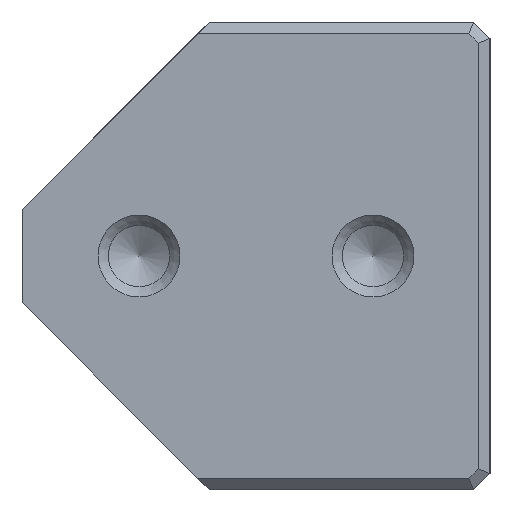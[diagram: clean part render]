
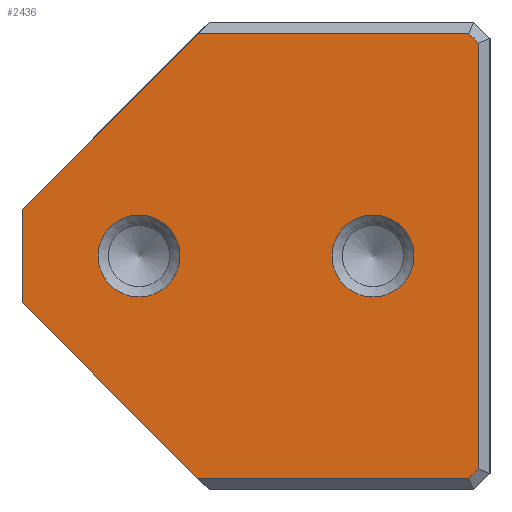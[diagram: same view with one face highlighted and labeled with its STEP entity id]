
A CAD part, left-side view. The second image highlights one B-rep face of the part: STEP entity #2436.
In plain terms, the highlighted planar face has unit normal (-1, 0, 0).
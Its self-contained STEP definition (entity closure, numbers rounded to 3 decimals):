
#2436=ADVANCED_FACE('',(#3258,#3259,#3260),#2782,.T.);
#2782=PLANE('',#8216);
#3009=CIRCLE('',#8214,3.5);
#3010=CIRCLE('',#8215,3.5);
#3258=FACE_BOUND('',#3391,.T.);
#3259=FACE_BOUND('',#3392,.T.);
#3260=FACE_BOUND('',#3393,.T.);
#3391=EDGE_LOOP('',(#4024));
#3392=EDGE_LOOP('',(#4025));
#3393=EDGE_LOOP('',(#4026,#4027,#4028,#4029,#4030,#4031,#4032,#4033));
#4024=ORIENTED_EDGE('',*,*,#6322,.T.);
#4025=ORIENTED_EDGE('',*,*,#6323,.T.);
#4026=ORIENTED_EDGE('',*,*,#6324,.T.);
#4027=ORIENTED_EDGE('',*,*,#6325,.T.);
#4028=ORIENTED_EDGE('',*,*,#6326,.T.);
#4029=ORIENTED_EDGE('',*,*,#6327,.T.);
#4030=ORIENTED_EDGE('',*,*,#6328,.T.);
#4031=ORIENTED_EDGE('',*,*,#6329,.T.);
#4032=ORIENTED_EDGE('',*,*,#6330,.T.);
#4033=ORIENTED_EDGE('',*,*,#6331,.F.);
#5736=VERTEX_POINT('',#10457);
#5737=VERTEX_POINT('',#10459);
#5738=VERTEX_POINT('',#10461);
#5739=VERTEX_POINT('',#10462);
#5740=VERTEX_POINT('',#10464);
#5741=VERTEX_POINT('',#10466);
#5742=VERTEX_POINT('',#10468);
#5743=VERTEX_POINT('',#10470);
#5744=VERTEX_POINT('',#10472);
#5745=VERTEX_POINT('',#10474);
#6322=EDGE_CURVE('',#5736,#5736,#3009,.T.);
#6323=EDGE_CURVE('',#5737,#5737,#3010,.T.);
#6324=EDGE_CURVE('',#5738,#5739,#7097,.T.);
#6325=EDGE_CURVE('',#5739,#5740,#7098,.T.);
#6326=EDGE_CURVE('',#5740,#5741,#7099,.T.);
#6327=EDGE_CURVE('',#5741,#5742,#7100,.T.);
#6328=EDGE_CURVE('',#5742,#5743,#7101,.T.);
#6329=EDGE_CURVE('',#5743,#5744,#7102,.T.);
#6330=EDGE_CURVE('',#5744,#5745,#7103,.T.);
#6331=EDGE_CURVE('',#5738,#5745,#7104,.T.);
#7097=LINE('',#10460,#7731);
#7098=LINE('',#10463,#7732);
#7099=LINE('',#10465,#7733);
#7100=LINE('',#10467,#7734);
#7101=LINE('',#10469,#7735);
#7102=LINE('',#10471,#7736);
#7103=LINE('',#10473,#7737);
#7104=LINE('',#10475,#7738);
#7731=VECTOR('',#8684,1.);
#7732=VECTOR('',#8685,1.);
#7733=VECTOR('',#8686,1.);
#7734=VECTOR('',#8687,1.);
#7735=VECTOR('',#8688,1.);
#7736=VECTOR('',#8689,1.);
#7737=VECTOR('',#8690,1.);
#7738=VECTOR('',#8691,1.);
#8214=AXIS2_PLACEMENT_3D('',#10456,#8680,#8681);
#8215=AXIS2_PLACEMENT_3D('',#10458,#8682,#8683);
#8216=AXIS2_PLACEMENT_3D('',#10476,#8692,#8693);
#8680=DIRECTION('',(1.,0.,0.));
#8681=DIRECTION('',(0.,0.,1.));
#8682=DIRECTION('',(1.,0.,0.));
#8683=DIRECTION('',(0.,0.,1.));
#8684=DIRECTION('',(0.,-0.707,-0.707));
#8685=DIRECTION('',(0.,-1.,0.));
#8686=DIRECTION('',(0.,-0.707,0.707));
#8687=DIRECTION('',(0.,0.,1.));
#8688=DIRECTION('',(0.,0.707,0.707));
#8689=DIRECTION('',(0.,1.,0.));
#8690=DIRECTION('',(0.,0.707,-0.707));
#8691=DIRECTION('',(0.,0.,1.));
#8692=DIRECTION('',(-1.,0.,0.));
#8693=DIRECTION('',(0.,0.,-1.));
#10456=CARTESIAN_POINT('',(0.,30.,20.));
#10457=CARTESIAN_POINT('',(0.,30.,23.5));
#10458=CARTESIAN_POINT('',(0.,10.,20.));
#10459=CARTESIAN_POINT('',(0.,10.,23.5));
#10460=CARTESIAN_POINT('',(0.,22.,-2.));
#10461=CARTESIAN_POINT('',(0.,40.,16.));
#10462=CARTESIAN_POINT('',(0.,25.,1.));
#10463=CARTESIAN_POINT('',(0.,20.,1.));
#10464=CARTESIAN_POINT('',(0.,1.814,1.));
#10465=CARTESIAN_POINT('',(0.,11.407,-8.593));
#10466=CARTESIAN_POINT('',(0.,1.,1.814));
#10467=CARTESIAN_POINT('',(0.,1.,0.));
#10468=CARTESIAN_POINT('',(0.,1.,38.186));
#10469=CARTESIAN_POINT('',(0.,-8.593,28.593));
#10470=CARTESIAN_POINT('',(0.,1.814,39.));
#10471=CARTESIAN_POINT('',(0.,20.,39.));
#10472=CARTESIAN_POINT('',(0.,25.,39.));
#10473=CARTESIAN_POINT('',(0.,42.,22.));
#10474=CARTESIAN_POINT('',(0.,40.,24.));
#10475=CARTESIAN_POINT('',(0.,40.,0.));
#10476=CARTESIAN_POINT('',(0.,20.,0.));
